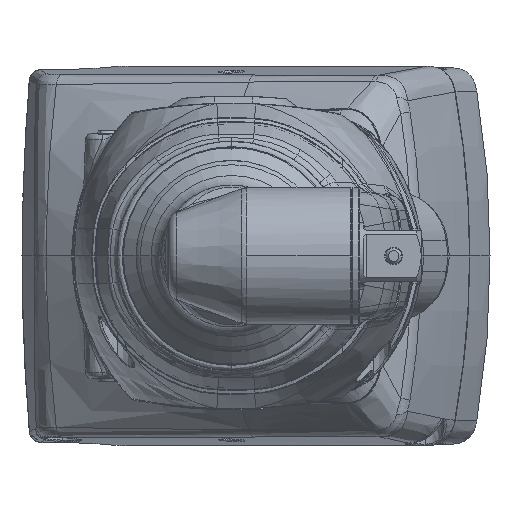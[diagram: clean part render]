
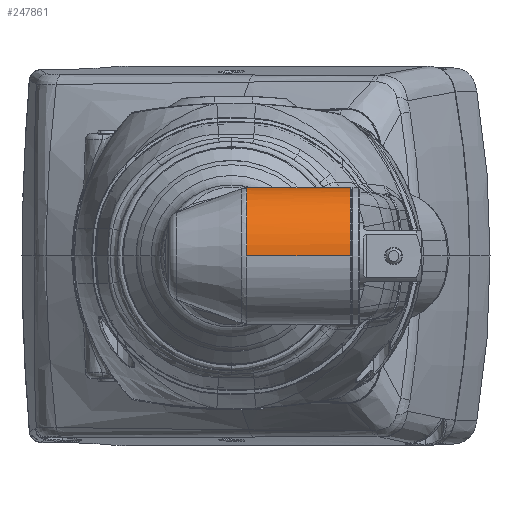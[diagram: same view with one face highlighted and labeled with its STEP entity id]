
A CAD part, left-side view. The second image highlights one B-rep face of the part: STEP entity #247861.
In plain terms, the highlighted cylindrical face has radius 12.5 mm (diameter 25 mm), a partial arc.
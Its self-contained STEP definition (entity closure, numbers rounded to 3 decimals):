
#245774=CARTESIAN_POINT('',(-195.88,-21.75,0.));
#245775=DIRECTION('',(0.,1.,0.));
#245776=DIRECTION('',(-1.,0.,0.));
#245777=AXIS2_PLACEMENT_3D('',#245774,#245775,#245776);
#245779=DIRECTION('',(0.,1.,0.));
#245780=VECTOR('',#245779,18.971);
#245781=CARTESIAN_POINT('',(-208.38,-21.75,
0.));
#245782=LINE('',#245781,#245780);
#245783=CARTESIAN_POINT('',(-195.88,-2.779,0.));
#245784=DIRECTION('',(0.,1.,0.));
#245785=DIRECTION('',(-1.,0.,0.));
#245786=AXIS2_PLACEMENT_3D('',#245783,#245784,#245785);
#245788=DIRECTION('',(0.,1.,0.));
#245789=VECTOR('',#245788,0.957);
#245790=CARTESIAN_POINT('',(-191.404,-3.735,
11.671));
#245791=LINE('',#245790,#245789);
#245792=CARTESIAN_POINT('',(-190.,-8.301,
11.031));
#245793=CARTESIAN_POINT('',(-190.167,-8.119,
11.12));
#245794=CARTESIAN_POINT('',(-190.475,-7.72,
11.274));
#245795=CARTESIAN_POINT('',(-190.858,-7.007,
11.449));
#245796=CARTESIAN_POINT('',(-191.142,-6.181,
11.568));
#245797=CARTESIAN_POINT('',(-191.301,-5.4,
11.631));
#245798=CARTESIAN_POINT('',(-191.386,-4.617,
11.664));
#245799=CARTESIAN_POINT('',(-191.404,-4.036,
11.671));
#245800=CARTESIAN_POINT('',(-191.404,-3.735,
11.671));
#245802=CARTESIAN_POINT('',(-183.38,-16.,0.));
#245803=CARTESIAN_POINT('',(-183.38,-16.,
0.48));
#245804=CARTESIAN_POINT('',(-183.435,-15.934,
1.456));
#245805=CARTESIAN_POINT('',(-183.703,-15.613,
2.961));
#245806=CARTESIAN_POINT('',(-184.158,-15.067,
4.425));
#245807=CARTESIAN_POINT('',(-184.723,-14.392,
5.685));
#245808=CARTESIAN_POINT('',(-185.324,-13.678,
6.726));
#245809=CARTESIAN_POINT('',(-185.936,-12.953,
7.596));
#245810=CARTESIAN_POINT('',(-186.565,-12.212,
8.355));
#245811=CARTESIAN_POINT('',(-187.226,-11.44,
9.036));
#245812=CARTESIAN_POINT('',(-187.884,-10.678,
9.62));
#245813=CARTESIAN_POINT('',(-188.52,-9.951,
10.113));
#245814=CARTESIAN_POINT('',(-189.194,-9.189,
10.573));
#245815=CARTESIAN_POINT('',(-189.72,-8.606,
10.882));
#245816=CARTESIAN_POINT('',(-190.,-8.301,
11.031));
#245818=DIRECTION('',(0.,1.,0.));
#245819=VECTOR('',#245818,5.75);
#245820=CARTESIAN_POINT('',(-183.38,-21.75,
0.));
#245821=LINE('',#245820,#245819);
#245936=CARTESIAN_POINT('',(-191.404,-2.779,
11.671));
#246059=VERTEX_POINT('',#245936);
#246062=VERTEX_POINT('',#245792);
#246063=VERTEX_POINT('',#245800);
#246065=VERTEX_POINT('',#245802);
#246077=CARTESIAN_POINT('',(-208.38,-2.779,0.));
#246078=VERTEX_POINT('',#246077);
#246177=CARTESIAN_POINT('',(-183.38,-21.75,0.));
#246178=CARTESIAN_POINT('',(-208.38,-21.75,0.));
#246179=VERTEX_POINT('',#246177);
#246180=VERTEX_POINT('',#246178);
#247843=CARTESIAN_POINT('',(-195.88,14.788,0.));
#247844=DIRECTION('',(0.,-1.,0.));
#247845=DIRECTION('',(1.,0.,0.));
#247846=AXIS2_PLACEMENT_3D('',#247843,#247844,#247845);
#247847=CYLINDRICAL_SURFACE('',#247846,12.5);
#247849=ORIENTED_EDGE('',*,*,#247848,.F.);
#247851=ORIENTED_EDGE('',*,*,#247850,.T.);
#247853=ORIENTED_EDGE('',*,*,#247852,.T.);
#247854=ORIENTED_EDGE('',*,*,#247835,.F.);
#247855=ORIENTED_EDGE('',*,*,#247096,.F.);
#247856=ORIENTED_EDGE('',*,*,#247175,.F.);
#247858=ORIENTED_EDGE('',*,*,#247857,.F.);
#247859=EDGE_LOOP('',(#247849,#247851,#247853,#247854,#247855,#247856,#247858));
#247860=FACE_OUTER_BOUND('',#247859,.F.);
#247861=ADVANCED_FACE('',(#247860),#247847,.T.);
#245778=CIRCLE('',#245777,12.5);
#245787=CIRCLE('',#245786,12.5);
#245801=B_SPLINE_CURVE_WITH_KNOTS('',3,(#245792,#245793,#245794,#245795,#245796,
#245797,#245798,#245799,#245800),.UNSPECIFIED.,.F.,.F.,(4,1,1,1,1,1,4),(0.,
0.167,0.333,0.5,0.667,0.833,
1.),.UNSPECIFIED.);
#245817=B_SPLINE_CURVE_WITH_KNOTS('',3,(#245802,#245803,#245804,#245805,#245806,
#245807,#245808,#245809,#245810,#245811,#245812,#245813,#245814,#245815,
#245816),.UNSPECIFIED.,.F.,.F.,(4,1,1,1,1,1,1,1,1,1,1,1,4),(0.,
0.083,0.167,0.25,0.333,0.417,
0.5,0.583,0.667,0.75,0.833,
0.917,1.),.UNSPECIFIED.);
#247096=EDGE_CURVE('',#246062,#246063,#245801,.T.);
#247175=EDGE_CURVE('',#246065,#246062,#245817,.T.);
#247835=EDGE_CURVE('',#246063,#246059,#245791,.T.);
#247848=EDGE_CURVE('',#246180,#246179,#245778,.T.);
#247850=EDGE_CURVE('',#246180,#246078,#245782,.T.);
#247852=EDGE_CURVE('',#246078,#246059,#245787,.T.);
#247857=EDGE_CURVE('',#246179,#246065,#245821,.T.);
